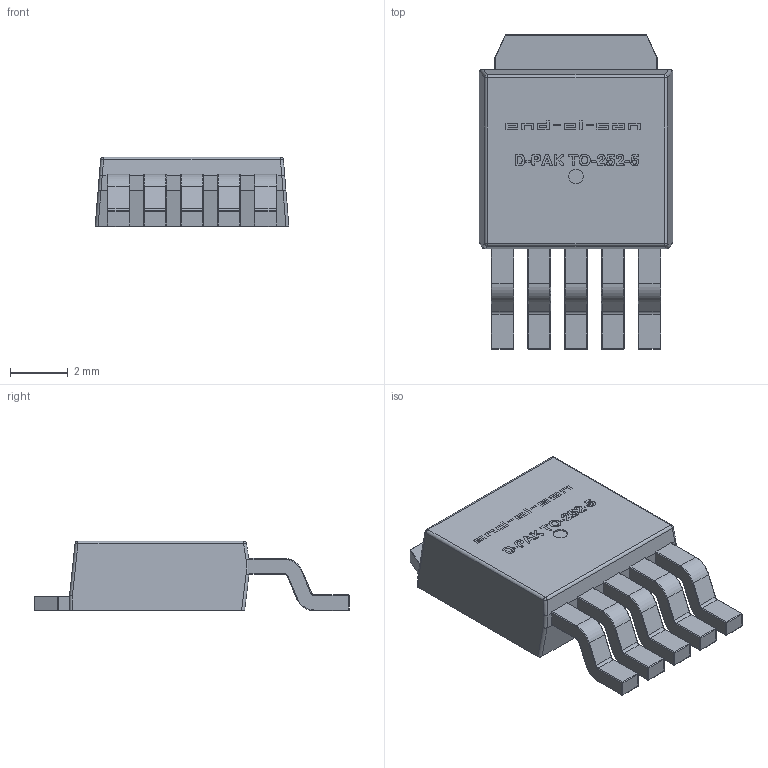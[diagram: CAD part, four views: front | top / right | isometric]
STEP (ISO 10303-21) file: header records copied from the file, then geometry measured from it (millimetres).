
FILE_DESCRIPTION (( 'STEP AP214' ), '1' );
FILE_NAME ('User Library-DPAK-5-1.STEP', '2016-09-16T02:30:53', ( 'Windows User' ), ( '' ), 'SwSTEP 2.0', 'SolidWorks 2016', '' );
FILE_SCHEMA (( 'AUTOMOTIVE_DESIGN' ));
Length unit declared in the file: millimetre
Products named in the file (1): User Library-DPAK-5-1
Bounding box: 6.7 x 10.87 x 2.41 mm (x, y, z)
Volume: 106.8 mm3; surface area: 205.8 mm2
Topology: 1 solids, 1 shells, 566 faces, 1439 edges, 886 vertices
Faces by surface type: plane 246, cylinder 129, bspline 123, torus 40, sphere 28
Entity records: 28217 total; most frequent: CARTESIAN_POINT 9161, ORIENTED_EDGE 2834, DIRECTION 2325, EDGE_CURVE 1417, VERTEX_POINT 886, VECTOR 873, LINE 873, AXIS2_PLACEMENT_3D 726
